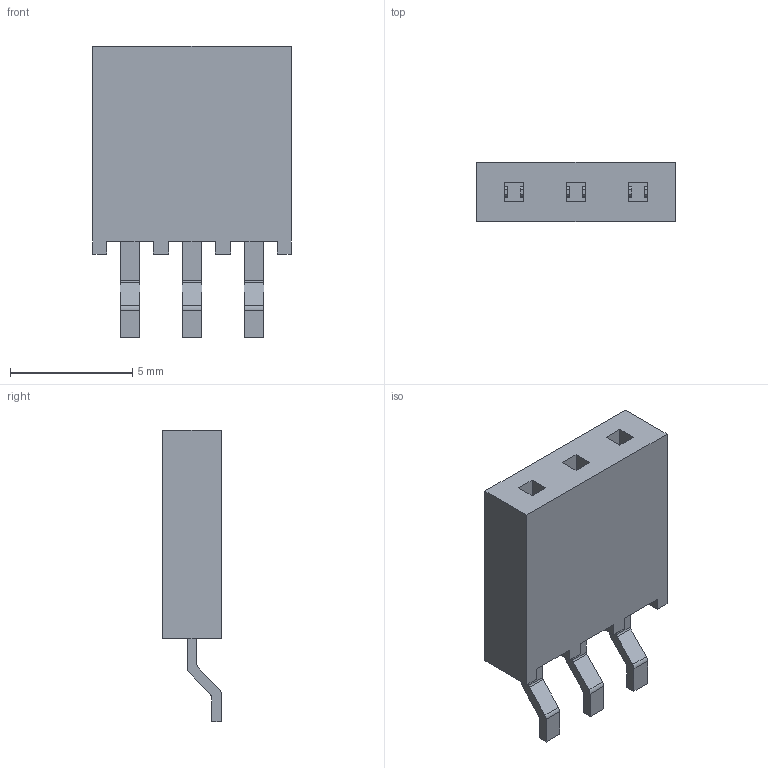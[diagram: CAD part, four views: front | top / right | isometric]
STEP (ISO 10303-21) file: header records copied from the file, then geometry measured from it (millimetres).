
FILE_DESCRIPTION( ( 'STEP AP214' ), '1' );
FILE_NAME( 'SMH-103-02-G-S.stp', '2022-02-17T01:41:11', ( 'License CC BY-ND 4.0' ), ( 'CADENAS' ), ' ', 'PARTsolutions', ' ' );
FILE_SCHEMA( ( 'AUTOMOTIVE_DESIGN { 1 0 10303 214 1 1 1 1 }' ) );
Length unit declared in the file: inch
Products named in the file (3): SMH-103-02-G-S; _SMH-103-S_socket; _C-08-03-03-S_SMH
Assembly tree (2 placements, depth 2):
  SMH-103-02-G-S
    _SMH-103-S_socket
    _C-08-03-03-S_SMH
Bounding box: 8.13 x 2.41 x 11.94 mm (x, y, z)
Volume: 163.3 mm3; surface area: 415.8 mm2
Topology: 2 solids, 2 shells, 99 faces, 276 edges, 184 vertices
Faces by surface type: plane 87, cylinder 12
Entity records: 3992 total; most frequent: CARTESIAN_POINT 562, ORIENTED_EDGE 552, DIRECTION 504, EDGE_CURVE 276, LINE 252, VECTOR 252, VERTEX_POINT 184, AXIS2_PLACEMENT_3D 126
